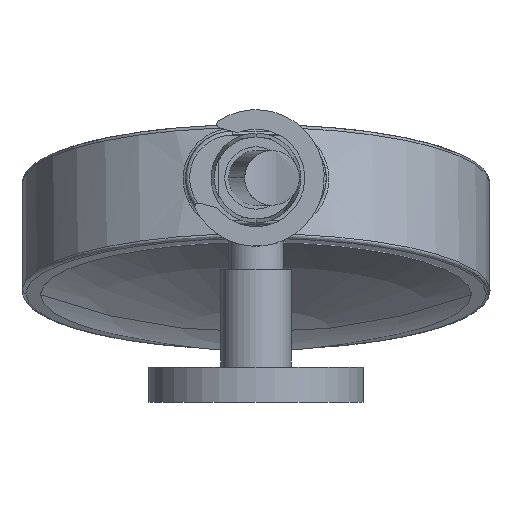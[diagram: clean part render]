
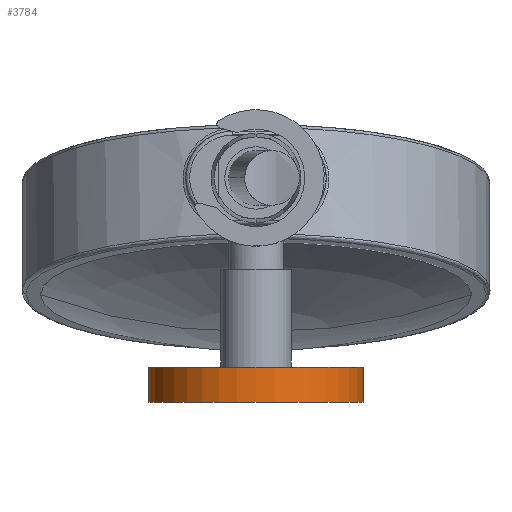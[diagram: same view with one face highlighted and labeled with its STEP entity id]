
A CAD part, front view. The second image highlights one B-rep face of the part: STEP entity #3784.
In plain terms, the highlighted cylindrical face has radius 27.5 mm (diameter 55 mm), a partial arc.
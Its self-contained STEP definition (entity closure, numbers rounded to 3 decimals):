
#54 = DIRECTION ( 'NONE',  ( 0., 0., 1. ) ) ;
#155 = AXIS2_PLACEMENT_3D ( 'NONE', #4926, #2983, #1410 ) ;
#182 = CARTESIAN_POINT ( 'NONE',  ( -27.5, 0., 9. ) ) ;
#245 = EDGE_CURVE ( 'NONE', #1991, #2671, #3622, .T. ) ;
#647 = CARTESIAN_POINT ( 'NONE',  ( -27.5, 0., 0. ) ) ;
#895 = CARTESIAN_POINT ( 'NONE',  ( 27.5, 0., 0. ) ) ;
#923 = CARTESIAN_POINT ( 'NONE',  ( 0., 0., 9. ) ) ;
#1018 = LINE ( 'NONE', #3357, #4468 ) ;
#1118 = VERTEX_POINT ( 'NONE', #2133 ) ;
#1213 = CIRCLE ( 'NONE', #4055, 27.5 ) ;
#1349 = ORIENTED_EDGE ( 'NONE', *, *, #2580, .F. ) ;
#1410 = DIRECTION ( 'NONE',  ( 1., 0., 0. ) ) ;
#1526 = ORIENTED_EDGE ( 'NONE', *, *, #245, .T. ) ;
#1615 = ORIENTED_EDGE ( 'NONE', *, *, #3536, .T. ) ;
#1978 = CARTESIAN_POINT ( 'NONE',  ( 0., 0., 9. ) ) ;
#1991 = VERTEX_POINT ( 'NONE', #182 ) ;
#2133 = CARTESIAN_POINT ( 'NONE',  ( 27.5, 0., 9. ) ) ;
#2450 = FACE_OUTER_BOUND ( 'NONE', #4137, .T. ) ;
#2502 = CYLINDRICAL_SURFACE ( 'NONE', #3398, 27.5 ) ;
#2580 = EDGE_CURVE ( 'NONE', #1991, #1118, #1213, .T. ) ;
#2671 = VERTEX_POINT ( 'NONE', #647 ) ;
#2983 = DIRECTION ( 'NONE',  ( 0., 0., 1. ) ) ;
#2990 = CIRCLE ( 'NONE', #155, 27.5 ) ;
#3135 = DIRECTION ( 'NONE',  ( 1., 0., 0. ) ) ;
#3214 = DIRECTION ( 'NONE',  ( 0., 0., -1. ) ) ;
#3246 = CARTESIAN_POINT ( 'NONE',  ( -27.5, 0., 9. ) ) ;
#3357 = CARTESIAN_POINT ( 'NONE',  ( 27.5, 0., 9. ) ) ;
#3398 = AXIS2_PLACEMENT_3D ( 'NONE', #923, #4396, #4011 ) ;
#3461 = ORIENTED_EDGE ( 'NONE', *, *, #3996, .F. ) ;
#3536 = EDGE_CURVE ( 'NONE', #2671, #3774, #2990, .T. ) ;
#3622 = LINE ( 'NONE', #3246, #4623 ) ;
#3774 = VERTEX_POINT ( 'NONE', #895 ) ;
#3784 = ADVANCED_FACE ( 'NONE', ( #2450 ), #2502, .T. ) ;
#3996 = EDGE_CURVE ( 'NONE', #1118, #3774, #1018, .T. ) ;
#4011 = DIRECTION ( 'NONE',  ( -1., 0., 0. ) ) ;
#4055 = AXIS2_PLACEMENT_3D ( 'NONE', #1978, #54, #3135 ) ;
#4137 = EDGE_LOOP ( 'NONE', ( #3461, #1349, #1526, #1615 ) ) ;
#4396 = DIRECTION ( 'NONE',  ( 0., 0., -1. ) ) ;
#4468 = VECTOR ( 'NONE', #4921, 1000. ) ;
#4623 = VECTOR ( 'NONE', #3214, 1000. ) ;
#4921 = DIRECTION ( 'NONE',  ( 0., 0., -1. ) ) ;
#4926 = CARTESIAN_POINT ( 'NONE',  ( 0., 0., 0. ) ) ;
